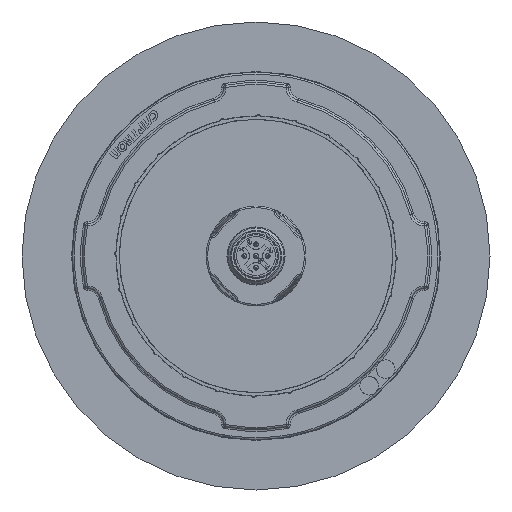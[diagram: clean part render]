
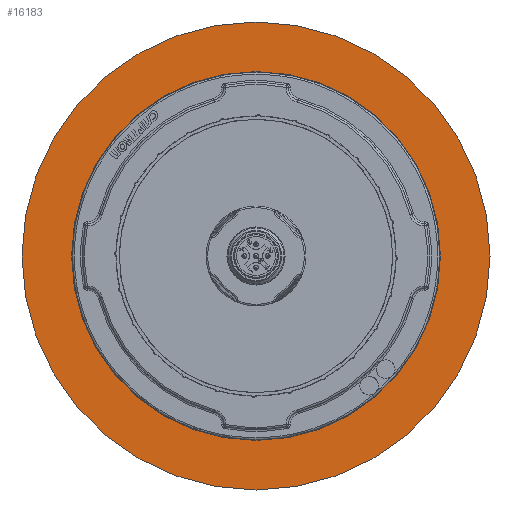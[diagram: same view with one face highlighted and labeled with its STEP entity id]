
A CAD part, front view. The second image highlights one B-rep face of the part: STEP entity #16183.
In plain terms, the highlighted planar face has unit normal (0, -1, 0).
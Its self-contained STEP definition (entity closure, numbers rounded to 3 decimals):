
#275 = AXIS2_PLACEMENT_3D ( 'NONE', #26115, #15428, #26393 ) ;
#2563 = CARTESIAN_POINT ( 'NONE',  ( 0., 3.851, 0. ) ) ;
#4885 = ORIENTED_EDGE ( 'NONE', *, *, #15002, .T. ) ;
#5518 = AXIS2_PLACEMENT_3D ( 'NONE', #2563, #11401, #13724 ) ;
#6162 = CARTESIAN_POINT ( 'NONE',  ( 0., 3.851, 0. ) ) ;
#6168 = CIRCLE ( 'NONE', #19658, 50. ) ;
#6169 = FACE_BOUND ( 'NONE', #8041, .T. ) ;
#7806 = ORIENTED_EDGE ( 'NONE', *, *, #17974, .F. ) ;
#8041 = EDGE_LOOP ( 'NONE', ( #7806 ) ) ;
#8643 = CARTESIAN_POINT ( 'NONE',  ( 0., 3.851, -50. ) ) ;
#11401 = DIRECTION ( 'NONE',  ( 0., -1., 0. ) ) ;
#11826 = CARTESIAN_POINT ( 'NONE',  ( 39.4, 3.851, 0. ) ) ;
#13724 = DIRECTION ( 'NONE',  ( 1., 0., 0. ) ) ;
#14726 = EDGE_LOOP ( 'NONE', ( #4885 ) ) ;
#15002 = EDGE_CURVE ( 'NONE', #17598, #17598, #6168, .T. ) ;
#15008 = FACE_OUTER_BOUND ( 'NONE', #14726, .T. ) ;
#15428 = DIRECTION ( 'NONE',  ( 0., -1., 0. ) ) ;
#15680 = CIRCLE ( 'NONE', #5518, 39.4 ) ;
#16183 = ADVANCED_FACE ( 'NONE', ( #6169, #15008 ), #28559, .T. ) ;
#16454 = VERTEX_POINT ( 'NONE', #11826 ) ;
#17598 = VERTEX_POINT ( 'NONE', #8643 ) ;
#17974 = EDGE_CURVE ( 'NONE', #16454, #16454, #15680, .T. ) ;
#19658 = AXIS2_PLACEMENT_3D ( 'NONE', #6162, #21213, #27846 ) ;
#21213 = DIRECTION ( 'NONE',  ( 0., -1., 0. ) ) ;
#26115 = CARTESIAN_POINT ( 'NONE',  ( 0., 3.851, 0. ) ) ;
#26393 = DIRECTION ( 'NONE',  ( 0., 0., -1. ) ) ;
#27846 = DIRECTION ( 'NONE',  ( 0., 0., -1. ) ) ;
#28559 = PLANE ( 'NONE',  #275 ) ;
